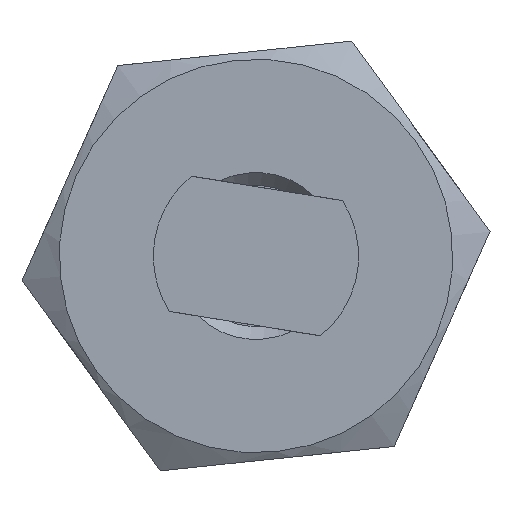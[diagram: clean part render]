
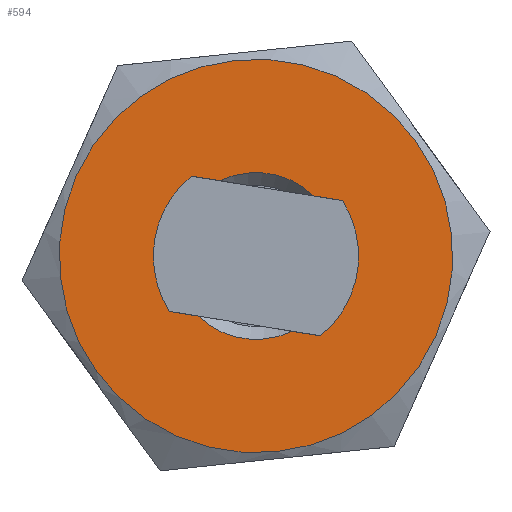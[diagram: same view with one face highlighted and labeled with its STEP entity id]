
A CAD part, left-side view. The second image highlights one B-rep face of the part: STEP entity #594.
In plain terms, the highlighted planar face has unit normal (-1, 0, 0).
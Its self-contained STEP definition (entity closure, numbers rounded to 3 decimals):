
#414=CARTESIAN_POINT('',(0.0,4.6,0.0));
#415=VERTEX_POINT('',#414);
#416=CARTESIAN_POINT('',(0.,0.,0.0));
#417=DIRECTION('',(1.0,0.0,0.0));
#418=DIRECTION('',(0.0,1.0,0.0));
#419=AXIS2_PLACEMENT_3D('',#416,#417,#418);
#420=CIRCLE('',#419,4.6);
#421=EDGE_CURVE('',#415,#415,#420,.T.);
#571=CARTESIAN_POINT('',(0.,-1.95,0.));
#572=VERTEX_POINT('',#571);
#573=CARTESIAN_POINT('',(0.,0.,0.0));
#574=DIRECTION('',(-1.0,0.0,0.0));
#575=DIRECTION('',(0.0,1.0,0.0));
#576=AXIS2_PLACEMENT_3D('',#573,#574,#575);
#577=CIRCLE('',#576,1.95);
#578=EDGE_CURVE('',#572,#572,#577,.T.);
#583=CARTESIAN_POINT('',(0.0,2.3,0.0));
#584=DIRECTION('',(-1.0,0.0,0.0));
#585=DIRECTION('',(0.0,0.0,1.0));
#586=AXIS2_PLACEMENT_3D('',#583,#584,#585);
#587=PLANE('',#586);
#588=ORIENTED_EDGE('',*,*,#421,.F.);
#589=EDGE_LOOP('',(#588));
#590=FACE_OUTER_BOUND('',#589,.T.);
#591=ORIENTED_EDGE('',*,*,#578,.F.);
#592=EDGE_LOOP('',(#591));
#593=FACE_BOUND('',#592,.T.);
#594=ADVANCED_FACE('',(#590,#593),#587,.T.);
